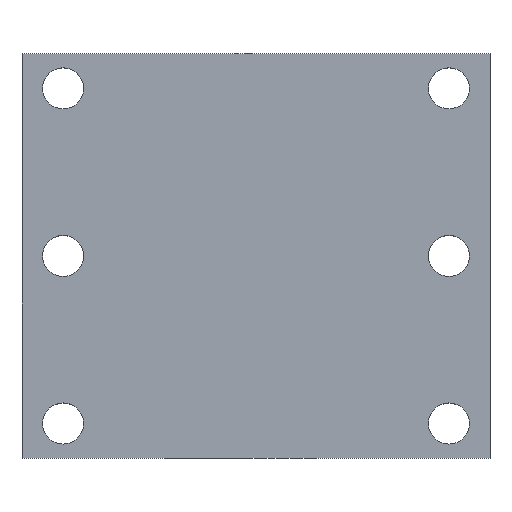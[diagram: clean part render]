
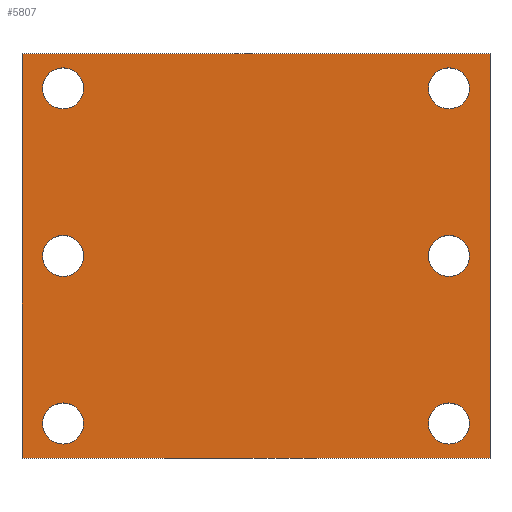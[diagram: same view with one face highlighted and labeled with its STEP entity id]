
A CAD part, top view. The second image highlights one B-rep face of the part: STEP entity #5807.
In plain terms, the highlighted planar face has unit normal (0, 0, 1).
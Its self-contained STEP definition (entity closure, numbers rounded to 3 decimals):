
#42=CIRCLE('',#6064,5.156);
#45=CIRCLE('',#6068,5.156);
#48=CIRCLE('',#6072,5.156);
#51=CIRCLE('',#6076,5.156);
#54=CIRCLE('',#6080,5.156);
#57=CIRCLE('',#6084,5.156);
#93=FACE_BOUND('',#919,.T.);
#94=FACE_BOUND('',#920,.T.);
#95=FACE_BOUND('',#921,.T.);
#96=FACE_BOUND('',#922,.T.);
#97=FACE_BOUND('',#923,.T.);
#98=FACE_BOUND('',#924,.T.);
#321=PLANE('',#6089);
#608=FACE_OUTER_BOUND('',#918,.T.);
#918=EDGE_LOOP('',(#5166,#5167,#5168,#5169));
#919=EDGE_LOOP('',(#5170));
#920=EDGE_LOOP('',(#5171));
#921=EDGE_LOOP('',(#5172));
#922=EDGE_LOOP('',(#5173));
#923=EDGE_LOOP('',(#5174));
#924=EDGE_LOOP('',(#5175));
#1161=LINE('',#8611,#1785);
#1555=LINE('',#9640,#2179);
#1558=LINE('',#9646,#2182);
#1561=LINE('',#9650,#2185);
#1785=VECTOR('',#6444,10.);
#2179=VECTOR('',#7236,10.);
#2182=VECTOR('',#7241,10.);
#2185=VECTOR('',#7246,10.);
#2528=VERTEX_POINT('',#8608);
#2529=VERTEX_POINT('',#8610);
#2820=VERTEX_POINT('',#9593);
#2823=VERTEX_POINT('',#9601);
#2826=VERTEX_POINT('',#9609);
#2829=VERTEX_POINT('',#9617);
#2832=VERTEX_POINT('',#9625);
#2835=VERTEX_POINT('',#9633);
#2837=VERTEX_POINT('',#9639);
#2839=VERTEX_POINT('',#9645);
#3169=EDGE_CURVE('',#2529,#2528,#1161,.T.);
#3599=EDGE_CURVE('',#2820,#2820,#42,.T.);
#3603=EDGE_CURVE('',#2823,#2823,#45,.T.);
#3607=EDGE_CURVE('',#2826,#2826,#48,.T.);
#3611=EDGE_CURVE('',#2829,#2829,#51,.T.);
#3615=EDGE_CURVE('',#2832,#2832,#54,.T.);
#3619=EDGE_CURVE('',#2835,#2835,#57,.T.);
#3621=EDGE_CURVE('',#2837,#2529,#1555,.T.);
#3624=EDGE_CURVE('',#2839,#2837,#1558,.T.);
#3627=EDGE_CURVE('',#2528,#2839,#1561,.T.);
#5166=ORIENTED_EDGE('',*,*,#3169,.T.);
#5167=ORIENTED_EDGE('',*,*,#3627,.T.);
#5168=ORIENTED_EDGE('',*,*,#3624,.T.);
#5169=ORIENTED_EDGE('',*,*,#3621,.T.);
#5170=ORIENTED_EDGE('',*,*,#3599,.T.);
#5171=ORIENTED_EDGE('',*,*,#3603,.T.);
#5172=ORIENTED_EDGE('',*,*,#3607,.T.);
#5173=ORIENTED_EDGE('',*,*,#3611,.T.);
#5174=ORIENTED_EDGE('',*,*,#3615,.T.);
#5175=ORIENTED_EDGE('',*,*,#3619,.T.);
#5807=ADVANCED_FACE('',(#608,#93,#94,#95,#96,#97,#98),#321,.T.);
#6064=AXIS2_PLACEMENT_3D('',#9595,#7186,#7187);
#6068=AXIS2_PLACEMENT_3D('',#9603,#7195,#7196);
#6072=AXIS2_PLACEMENT_3D('',#9611,#7204,#7205);
#6076=AXIS2_PLACEMENT_3D('',#9619,#7213,#7214);
#6080=AXIS2_PLACEMENT_3D('',#9627,#7222,#7223);
#6084=AXIS2_PLACEMENT_3D('',#9635,#7231,#7232);
#6089=AXIS2_PLACEMENT_3D('',#9652,#7249,#7250);
#6444=DIRECTION('',(1.,0.,0.));
#7186=DIRECTION('center_axis',(0.,0.,-1.));
#7187=DIRECTION('ref_axis',(1.,0.,0.));
#7195=DIRECTION('center_axis',(0.,0.,-1.));
#7196=DIRECTION('ref_axis',(1.,0.,0.));
#7204=DIRECTION('center_axis',(0.,0.,-1.));
#7205=DIRECTION('ref_axis',(1.,0.,0.));
#7213=DIRECTION('center_axis',(0.,0.,-1.));
#7214=DIRECTION('ref_axis',(1.,0.,0.));
#7222=DIRECTION('center_axis',(0.,0.,-1.));
#7223=DIRECTION('ref_axis',(1.,0.,0.));
#7231=DIRECTION('center_axis',(0.,0.,-1.));
#7232=DIRECTION('ref_axis',(1.,0.,0.));
#7236=DIRECTION('',(0.,-1.,0.));
#7241=DIRECTION('',(-1.,0.,0.));
#7246=DIRECTION('',(0.,1.,0.));
#7249=DIRECTION('center_axis',(0.,0.,1.));
#7250=DIRECTION('ref_axis',(1.,0.,0.));
#8608=CARTESIAN_POINT('',(117.475,0.,25.4));
#8610=CARTESIAN_POINT('',(0.,0.,25.4));
#8611=CARTESIAN_POINT('',(0.,0.,25.4));
#9593=CARTESIAN_POINT('',(5.182,8.738,25.4));
#9595=CARTESIAN_POINT('Origin',(10.338,8.738,25.4));
#9601=CARTESIAN_POINT('',(102.006,50.8,25.4));
#9603=CARTESIAN_POINT('Origin',(107.163,50.8,25.4));
#9609=CARTESIAN_POINT('',(5.182,92.862,25.4));
#9611=CARTESIAN_POINT('Origin',(10.338,92.862,25.4));
#9617=CARTESIAN_POINT('',(102.006,92.862,25.4));
#9619=CARTESIAN_POINT('Origin',(107.163,92.862,25.4));
#9625=CARTESIAN_POINT('',(102.006,8.738,25.4));
#9627=CARTESIAN_POINT('Origin',(107.163,8.738,25.4));
#9633=CARTESIAN_POINT('',(5.182,50.8,25.4));
#9635=CARTESIAN_POINT('Origin',(10.338,50.8,25.4));
#9639=CARTESIAN_POINT('',(0.,101.6,25.4));
#9640=CARTESIAN_POINT('',(0.,101.6,25.4));
#9645=CARTESIAN_POINT('',(117.475,101.6,25.4));
#9646=CARTESIAN_POINT('',(117.475,101.6,25.4));
#9650=CARTESIAN_POINT('',(117.475,0.,25.4));
#9652=CARTESIAN_POINT('Origin',(58.738,50.8,25.4));
